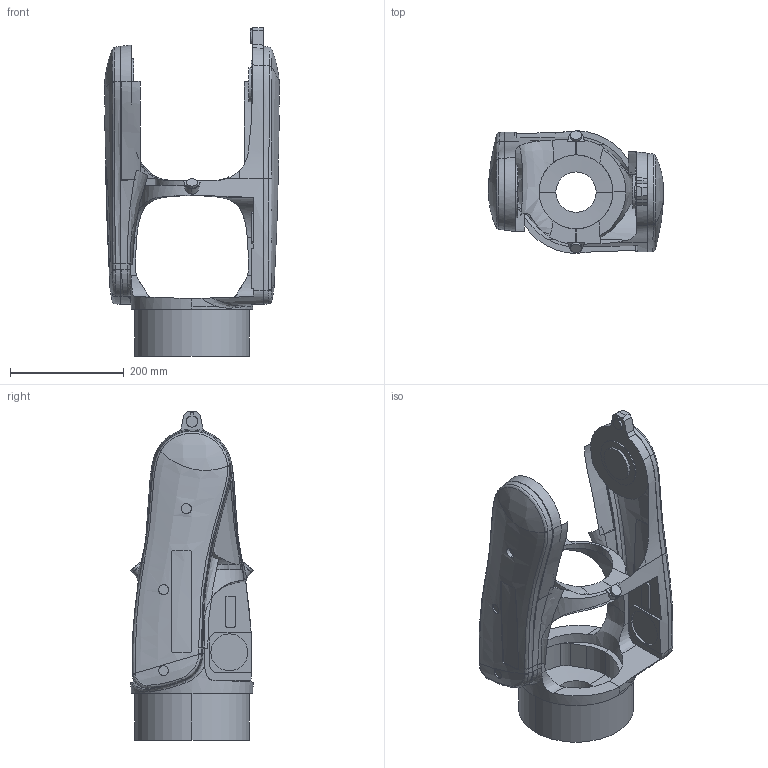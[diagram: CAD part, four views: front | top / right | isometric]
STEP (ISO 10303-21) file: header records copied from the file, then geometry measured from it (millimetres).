
FILE_DESCRIPTION (( 'STEP AP203' ), '1' );
FILE_NAME ('ROBOT_ARM_1008_Predeterminado_sldprt.STEP', '2024-06-16T18:36:55', ( '' ), ( '' ), 'SwSTEP 2.0', 'SolidWorks 2021', '' );
FILE_SCHEMA (( 'CONFIG_CONTROL_DESIGN' ));
Length unit declared in the file: millimetre
Products named in the file (1): ROBOT_ARM_1008_Predeterminado_sldprt
Bounding box: 308 x 215.24 x 578 mm (x, y, z)
Surface area: 524414.9 mm2 (no closed solid volume)
Topology: 0 solids, 1 shells, 294 faces, 839 edges, 562 vertices
Faces by surface type: plane 108, bspline 98, cylinder 53, cone 35
Entity records: 22879 total; most frequent: CARTESIAN_POINT 16515, ORIENTED_EDGE 1614, EDGE_CURVE 839, DIRECTION 756, VERTEX_POINT 562, B_SPLINE_CURVE_WITH_KNOTS 521, EDGE_LOOP 317, ADVANCED_FACE 294
